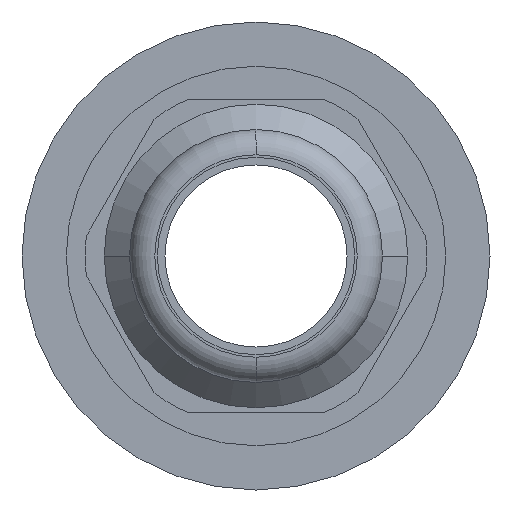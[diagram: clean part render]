
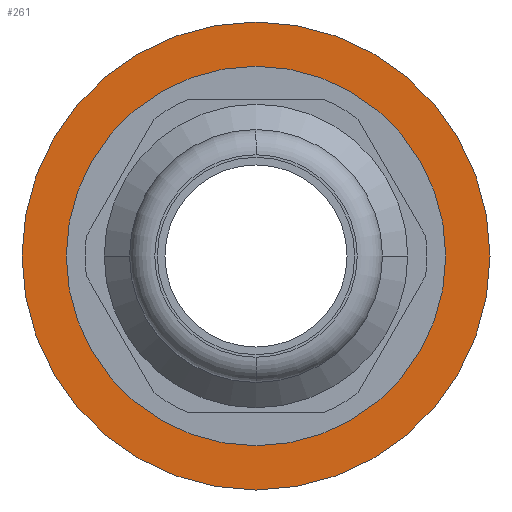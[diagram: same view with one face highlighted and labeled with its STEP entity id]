
A CAD part, front view. The second image highlights one B-rep face of the part: STEP entity #261.
In plain terms, the highlighted planar face has unit normal (0, -1, 0).
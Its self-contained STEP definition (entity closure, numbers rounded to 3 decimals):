
#261=ADVANCED_FACE('',(#537,#538),#539,.T.);
#537=FACE_OUTER_BOUND('',#814,.T.);
#538=FACE_BOUND('',#815,.T.);
#539=PLANE('',#816);
#814=EDGE_LOOP('',(#1470,#1471));
#815=EDGE_LOOP('',(#1472,#1473));
#816=AXIS2_PLACEMENT_3D('',#1474,#1475,#1476);
#1470=ORIENTED_EDGE('',*,*,#1705,.T.);
#1471=ORIENTED_EDGE('',*,*,#1739,.T.);
#1472=ORIENTED_EDGE('',*,*,#1803,.F.);
#1473=ORIENTED_EDGE('',*,*,#1811,.F.);
#1474=CARTESIAN_POINT('',(0.0,23.5,0.0));
#1475=DIRECTION('',(0.0,-1.0,0.0));
#1476=DIRECTION('',(-1.0,0.0,0.0));
#1705=EDGE_CURVE('',#2056,#2061,#2063,.T.);
#1739=EDGE_CURVE('',#2061,#2056,#2109,.T.);
#1803=EDGE_CURVE('',#2186,#2182,#2188,.T.);
#1811=EDGE_CURVE('',#2182,#2186,#2196,.T.);
#2056=VERTEX_POINT('',#2492);
#2061=VERTEX_POINT('',#2498);
#2063=CIRCLE('',#2501,9.25);
#2109=CIRCLE('',#2557,9.25);
#2182=VERTEX_POINT('',#2644);
#2186=VERTEX_POINT('',#2649);
#2188=CIRCLE('',#2652,7.5);
#2196=CIRCLE('',#2660,7.5);
#2492=CARTESIAN_POINT('',(9.25,23.5,0.0));
#2498=CARTESIAN_POINT('',(-9.25,23.5,0.));
#2501=AXIS2_PLACEMENT_3D('',#2915,#2916,#2917);
#2557=AXIS2_PLACEMENT_3D('',#2967,#2968,#2969);
#2644=CARTESIAN_POINT('',(7.5,23.5,0.));
#2649=CARTESIAN_POINT('',(-7.5,23.5,0.));
#2652=AXIS2_PLACEMENT_3D('',#3052,#3053,#3054);
#2660=AXIS2_PLACEMENT_3D('',#3058,#3059,#3060);
#2915=CARTESIAN_POINT('',(0.0,23.5,0.0));
#2916=DIRECTION('',(0.0,-1.0,0.0));
#2917=DIRECTION('',(1.0,0.0,0.0));
#2967=CARTESIAN_POINT('',(0.0,23.5,0.0));
#2968=DIRECTION('',(0.0,-1.0,0.0));
#2969=DIRECTION('',(1.0,0.0,0.0));
#3052=CARTESIAN_POINT('',(0.0,23.5,0.0));
#3053=DIRECTION('',(0.0,-1.0,0.0));
#3054=DIRECTION('',(1.0,0.0,0.0));
#3058=CARTESIAN_POINT('',(0.0,23.5,0.0));
#3059=DIRECTION('',(0.0,-1.0,0.0));
#3060=DIRECTION('',(1.0,0.0,0.0));
